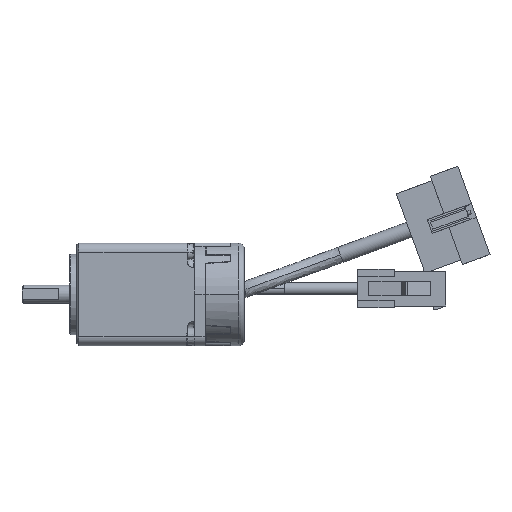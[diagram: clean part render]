
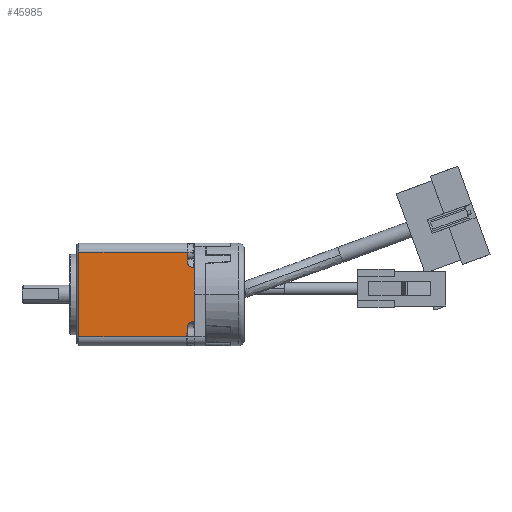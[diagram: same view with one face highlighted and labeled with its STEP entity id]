
A CAD part, front view. The second image highlights one B-rep face of the part: STEP entity #45985.
In plain terms, the highlighted face is planar.
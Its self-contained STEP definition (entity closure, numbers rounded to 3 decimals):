
#950 = VECTOR ( 'NONE', #81766, 1000. ) ;
#1023 = EDGE_LOOP ( 'NONE', ( #30187, #80688, #51017, #86003, #4598, #86722, #97120, #1633, #102308, #52930 ) ) ;
#1633 = ORIENTED_EDGE ( 'NONE', *, *, #30523, .T. ) ;
#1946 = DIRECTION ( 'NONE',  ( 0., 0., -1. ) ) ;
#3361 = DIRECTION ( 'NONE',  ( 0., 0., -1. ) ) ;
#3554 = EDGE_CURVE ( 'NONE', #99865, #103767, #67211, .T. ) ;
#4598 = ORIENTED_EDGE ( 'NONE', *, *, #67713, .F. ) ;
#5785 = VECTOR ( 'NONE', #1946, 1000. ) ;
#8422 = VERTEX_POINT ( 'NONE', #41446 ) ;
#8731 = LINE ( 'NONE', #23736, #112898 ) ;
#9523 = VERTEX_POINT ( 'NONE', #30321 ) ;
#11005 = CIRCLE ( 'NONE', #127676, 1.5 ) ;
#12412 = VERTEX_POINT ( 'NONE', #17371 ) ;
#14833 = VECTOR ( 'NONE', #73047, 1000. ) ;
#15411 = EDGE_CURVE ( 'NONE', #91018, #84361, #104581, .T. ) ;
#17371 = CARTESIAN_POINT ( 'NONE',  ( 98.251, -64.651, 32.5 ) ) ;
#19960 = CARTESIAN_POINT ( 'NONE',  ( 123.751, -64.651, 0. ) ) ;
#21875 = CARTESIAN_POINT ( 'NONE',  ( 102.451, -64.651, 1. ) ) ;
#23736 = CARTESIAN_POINT ( 'NONE',  ( 109.751, -64.651, 32.5 ) ) ;
#29517 = CARTESIAN_POINT ( 'NONE',  ( 121.251, -64.651, 16.5 ) ) ;
#30148 = DIRECTION ( 'NONE',  ( 0., 1., 0. ) ) ;
#30187 = ORIENTED_EDGE ( 'NONE', *, *, #3554, .T. ) ;
#30321 = CARTESIAN_POINT ( 'NONE',  ( 118.651, -64.651, 2.8 ) ) ;
#30523 = EDGE_CURVE ( 'NONE', #8422, #62542, #67110, .T. ) ;
#31990 = CARTESIAN_POINT ( 'NONE',  ( 102.451, -64.651, 1.3 ) ) ;
#33630 = FACE_OUTER_BOUND ( 'NONE', #1023, .T. ) ;
#34598 = CARTESIAN_POINT ( 'NONE',  ( 121.251, -64.651, 2.8 ) ) ;
#41446 = CARTESIAN_POINT ( 'NONE',  ( 121.251, -64.651, 32.5 ) ) ;
#44835 = LINE ( 'NONE', #115894, #14833 ) ;
#45985 = ADVANCED_FACE ( 'NONE', ( #33630 ), #80348, .T. ) ;
#48026 = DIRECTION ( 'NONE',  ( -1., 0., 0. ) ) ;
#50896 = DIRECTION ( 'NONE',  ( -1., 0., 0. ) ) ;
#51017 = ORIENTED_EDGE ( 'NONE', *, *, #130337, .T. ) ;
#51401 = CARTESIAN_POINT ( 'NONE',  ( 98.699, -64.651, 2.8 ) ) ;
#52930 = ORIENTED_EDGE ( 'NONE', *, *, #56533, .T. ) ;
#53997 = EDGE_CURVE ( 'NONE', #62542, #9523, #95421, .T. ) ;
#56533 = EDGE_CURVE ( 'NONE', #9523, #99865, #11005, .T. ) ;
#58880 = CARTESIAN_POINT ( 'NONE',  ( 100.951, -64.651, 1.3 ) ) ;
#58946 = CARTESIAN_POINT ( 'NONE',  ( 118.651, -64.651, 1.3 ) ) ;
#59456 = DIRECTION ( 'NONE',  ( 0., 0., -1. ) ) ;
#59500 = CARTESIAN_POINT ( 'NONE',  ( 117.151, -64.651, 1. ) ) ;
#60967 = LINE ( 'NONE', #51401, #950 ) ;
#62542 = VERTEX_POINT ( 'NONE', #34598 ) ;
#63775 = CARTESIAN_POINT ( 'NONE',  ( 117.151, -64.651, 16.5 ) ) ;
#67110 = LINE ( 'NONE', #29517, #120759 ) ;
#67211 = LINE ( 'NONE', #63775, #120866 ) ;
#67545 = AXIS2_PLACEMENT_3D ( 'NONE', #19960, #30148, #100629 ) ;
#67713 = EDGE_CURVE ( 'NONE', #87792, #91018, #60967, .T. ) ;
#68952 = DIRECTION ( 'NONE',  ( 0., 0., -1. ) ) ;
#69025 = DIRECTION ( 'NONE',  ( 0., 0., 1. ) ) ;
#72471 = CARTESIAN_POINT ( 'NONE',  ( 98.251, -64.651, 16.5 ) ) ;
#73047 = DIRECTION ( 'NONE',  ( 0., 0., 1. ) ) ;
#76985 = EDGE_CURVE ( 'NONE', #12412, #87792, #86268, .T. ) ;
#80348 = PLANE ( 'NONE',  #67545 ) ;
#80688 = ORIENTED_EDGE ( 'NONE', *, *, #114275, .T. ) ;
#81766 = DIRECTION ( 'NONE',  ( 1., 0., 0. ) ) ;
#82081 = CARTESIAN_POINT ( 'NONE',  ( 117.151, -64.651, 1.3 ) ) ;
#84361 = VERTEX_POINT ( 'NONE', #31990 ) ;
#84548 = DIRECTION ( 'NONE',  ( 1., 0., 0. ) ) ;
#86003 = ORIENTED_EDGE ( 'NONE', *, *, #15411, .F. ) ;
#86268 = LINE ( 'NONE', #72471, #5785 ) ;
#86722 = ORIENTED_EDGE ( 'NONE', *, *, #76985, .F. ) ;
#86799 = CARTESIAN_POINT ( 'NONE',  ( 98.251, -64.651, 2.8 ) ) ;
#87792 = VERTEX_POINT ( 'NONE', #86799 ) ;
#91018 = VERTEX_POINT ( 'NONE', #114567 ) ;
#93635 = LINE ( 'NONE', #121402, #117337 ) ;
#93770 = AXIS2_PLACEMENT_3D ( 'NONE', #58880, #129450, #68952 ) ;
#95421 = LINE ( 'NONE', #128709, #119074 ) ;
#97120 = ORIENTED_EDGE ( 'NONE', *, *, #113333, .T. ) ;
#99865 = VERTEX_POINT ( 'NONE', #82081 ) ;
#100629 = DIRECTION ( 'NONE',  ( -1., 0., 0. ) ) ;
#102308 = ORIENTED_EDGE ( 'NONE', *, *, #53997, .T. ) ;
#103767 = VERTEX_POINT ( 'NONE', #59500 ) ;
#104581 = CIRCLE ( 'NONE', #93770, 1.5 ) ;
#111896 = VERTEX_POINT ( 'NONE', #21875 ) ;
#112898 = VECTOR ( 'NONE', #84548, 1000. ) ;
#113333 = EDGE_CURVE ( 'NONE', #12412, #8422, #8731, .T. ) ;
#114275 = EDGE_CURVE ( 'NONE', #103767, #111896, #93635, .T. ) ;
#114567 = CARTESIAN_POINT ( 'NONE',  ( 100.951, -64.651, 2.8 ) ) ;
#115894 = CARTESIAN_POINT ( 'NONE',  ( 102.451, -64.651, 16.5 ) ) ;
#117337 = VECTOR ( 'NONE', #50896, 1000. ) ;
#119074 = VECTOR ( 'NONE', #48026, 1000. ) ;
#120759 = VECTOR ( 'NONE', #59456, 1000. ) ;
#120866 = VECTOR ( 'NONE', #3361, 1000. ) ;
#121402 = CARTESIAN_POINT ( 'NONE',  ( 123.751, -64.651, 1. ) ) ;
#127676 = AXIS2_PLACEMENT_3D ( 'NONE', #58946, #129501, #69025 ) ;
#128709 = CARTESIAN_POINT ( 'NONE',  ( 109.751, -64.651, 2.8 ) ) ;
#129450 = DIRECTION ( 'NONE',  ( 0., 1., 0. ) ) ;
#129501 = DIRECTION ( 'NONE',  ( 0., -1., 0. ) ) ;
#130337 = EDGE_CURVE ( 'NONE', #111896, #84361, #44835, .T. ) ;
